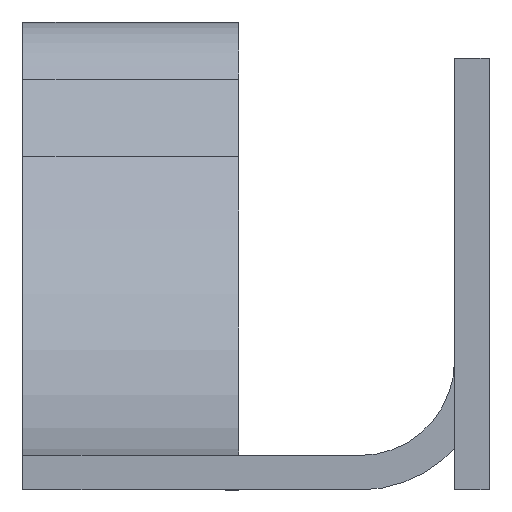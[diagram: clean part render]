
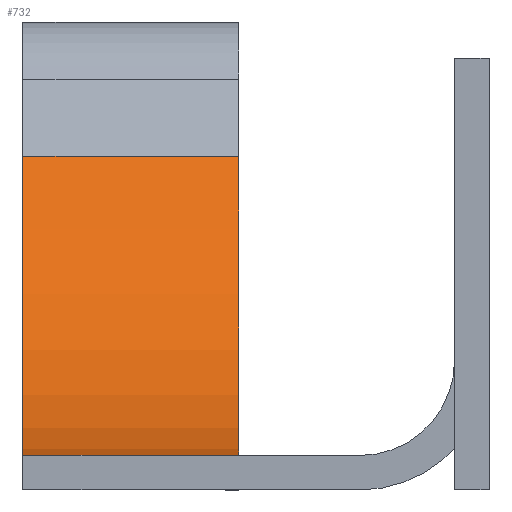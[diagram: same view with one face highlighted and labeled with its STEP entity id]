
A CAD part, left-side view. The second image highlights one B-rep face of the part: STEP entity #732.
In plain terms, the highlighted cylindrical face has radius 3.048 mm (diameter 6.096 mm), a partial arc.
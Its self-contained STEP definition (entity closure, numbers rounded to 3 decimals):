
#8 = FACE_OUTER_BOUND ( 'NONE', #266, .T. ) ;
#23 = EDGE_CURVE ( 'NONE', #142, #103, #671, .T. ) ;
#51 = LINE ( 'NONE', #783, #813 ) ;
#88 = AXIS2_PLACEMENT_3D ( 'NONE', #521, #859, #591 ) ;
#89 = CARTESIAN_POINT ( 'NONE',  ( 1.778, 2.743, 0.711 ) ) ;
#95 = EDGE_CURVE ( 'NONE', #807, #302, #855, .T. ) ;
#103 = VERTEX_POINT ( 'NONE', #730 ) ;
#142 = VERTEX_POINT ( 'NONE', #672 ) ;
#175 = EDGE_CURVE ( 'NONE', #807, #142, #51, .T. ) ;
#196 = ORIENTED_EDGE ( 'NONE', *, *, #175, .F. ) ;
#209 = EDGE_CURVE ( 'NONE', #302, #103, #814, .T. ) ;
#212 = ORIENTED_EDGE ( 'NONE', *, *, #209, .T. ) ;
#217 = CARTESIAN_POINT ( 'NONE',  ( 1.778, 1.473, -2.337 ) ) ;
#264 = DIRECTION ( 'NONE',  ( 0., 1., 0. ) ) ;
#266 = EDGE_LOOP ( 'NONE', ( #845, #196, #724, #212 ) ) ;
#276 = CARTESIAN_POINT ( 'NONE',  ( 4.54, 1.473, -0.577 ) ) ;
#280 = CARTESIAN_POINT ( 'NONE',  ( 1.778, 1.473, 0.711 ) ) ;
#302 = VERTEX_POINT ( 'NONE', #338 ) ;
#338 = CARTESIAN_POINT ( 'NONE',  ( 4.54, 1.473, -0.577 ) ) ;
#479 = DIRECTION ( 'NONE',  ( 0., 1., 0. ) ) ;
#485 = DIRECTION ( 'NONE',  ( 0., 1., 0. ) ) ;
#521 = CARTESIAN_POINT ( 'NONE',  ( 1.778, 1.473, 0.711 ) ) ;
#558 = CYLINDRICAL_SURFACE ( 'NONE', #588, 3.048 ) ;
#588 = AXIS2_PLACEMENT_3D ( 'NONE', #280, #485, #750 ) ;
#591 = DIRECTION ( 'NONE',  ( 0., 0., -1. ) ) ;
#618 = VECTOR ( 'NONE', #479, 1000. ) ;
#638 = DIRECTION ( 'NONE',  ( 0., -1., 0. ) ) ;
#671 = CIRCLE ( 'NONE', #689, 3.048 ) ;
#672 = CARTESIAN_POINT ( 'NONE',  ( 1.778, 2.743, -2.337 ) ) ;
#689 = AXIS2_PLACEMENT_3D ( 'NONE', #89, #638, #838 ) ;
#724 = ORIENTED_EDGE ( 'NONE', *, *, #95, .T. ) ;
#730 = CARTESIAN_POINT ( 'NONE',  ( 4.54, 2.743, -0.577 ) ) ;
#732 = ADVANCED_FACE ( 'NONE', ( #8 ), #558, .F. ) ;
#750 = DIRECTION ( 'NONE',  ( 0., 0., 1. ) ) ;
#783 = CARTESIAN_POINT ( 'NONE',  ( 1.778, 1.473, -2.337 ) ) ;
#807 = VERTEX_POINT ( 'NONE', #217 ) ;
#813 = VECTOR ( 'NONE', #264, 1000. ) ;
#814 = LINE ( 'NONE', #276, #618 ) ;
#838 = DIRECTION ( 'NONE',  ( 0., 0., -1. ) ) ;
#845 = ORIENTED_EDGE ( 'NONE', *, *, #23, .F. ) ;
#855 = CIRCLE ( 'NONE', #88, 3.048 ) ;
#859 = DIRECTION ( 'NONE',  ( 0., -1., 0. ) ) ;
